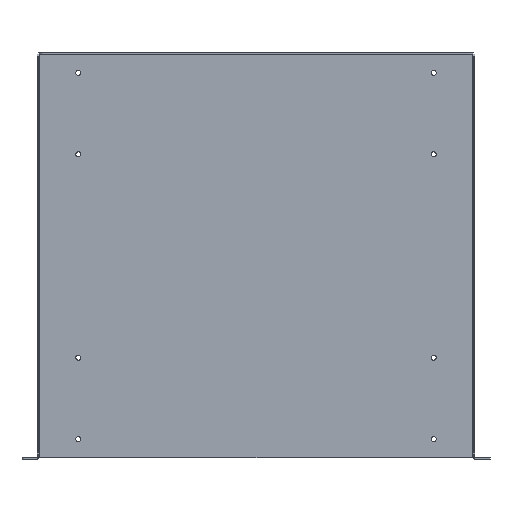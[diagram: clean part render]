
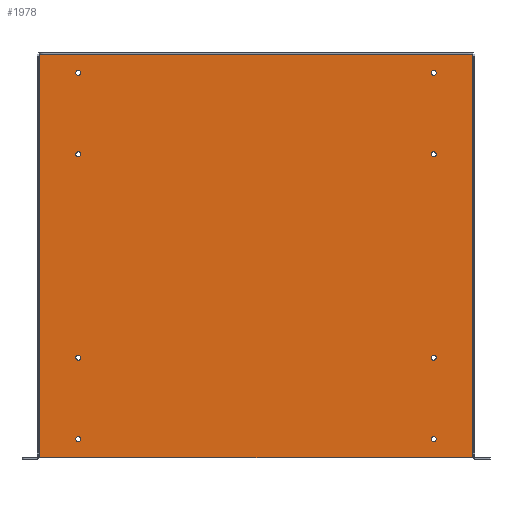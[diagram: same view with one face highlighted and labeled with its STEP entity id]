
A CAD part, top view. The second image highlights one B-rep face of the part: STEP entity #1978.
In plain terms, the highlighted planar face has unit normal (0, 0, 1).
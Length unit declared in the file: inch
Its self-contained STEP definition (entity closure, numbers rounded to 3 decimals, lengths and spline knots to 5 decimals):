
#42 = VERTEX_POINT ( 'NONE', #1151 ) ;
#46 = DIRECTION ( 'NONE',  ( 0., 0., -1. ) ) ;
#77 = CIRCLE ( 'NONE', #2706, 0.125 ) ;
#93 = CARTESIAN_POINT ( 'NONE',  ( -10.75, -9.964, 0.072 ) ) ;
#120 = FACE_BOUND ( 'NONE', #2605, .T. ) ;
#128 = AXIS2_PLACEMENT_3D ( 'NONE', #2918, #1526, #2371 ) ;
#162 = PLANE ( 'NONE',  #128 ) ;
#246 = EDGE_CURVE ( 'NONE', #368, #368, #425, .T. ) ;
#273 = DIRECTION ( 'NONE',  ( 1., 0., 0. ) ) ;
#351 = CARTESIAN_POINT ( 'NONE',  ( -8.609, 4.964, 0.072 ) ) ;
#368 = VERTEX_POINT ( 'NONE', #928 ) ;
#405 = VERTEX_POINT ( 'NONE', #1460 ) ;
#411 = EDGE_LOOP ( 'NONE', ( #2310 ) ) ;
#417 = FACE_BOUND ( 'NONE', #2886, .T. ) ;
#425 = CIRCLE ( 'NONE', #890, 0.125 ) ;
#442 = FACE_BOUND ( 'NONE', #411, .T. ) ;
#459 = EDGE_LOOP ( 'NONE', ( #1210 ) ) ;
#470 = DIRECTION ( 'NONE',  ( -1., 0., 0. ) ) ;
#474 = CARTESIAN_POINT ( 'NONE',  ( -10.642, 9.856, 0.072 ) ) ;
#520 = EDGE_CURVE ( 'NONE', #2072, #2072, #603, .T. ) ;
#524 = ORIENTED_EDGE ( 'NONE', *, *, #1275, .T. ) ;
#553 = CIRCLE ( 'NONE', #1013, 0.125 ) ;
#603 = CIRCLE ( 'NONE', #2233, 0.125 ) ;
#669 = VERTEX_POINT ( 'NONE', #474 ) ;
#688 = EDGE_LOOP ( 'NONE', ( #3102 ) ) ;
#711 = VECTOR ( 'NONE', #1756, 39.37008 ) ;
#721 = CARTESIAN_POINT ( 'NONE',  ( -10.75, 9.856, 0.072 ) ) ;
#729 = AXIS2_PLACEMENT_3D ( 'NONE', #3257, #752, #1592 ) ;
#742 = EDGE_CURVE ( 'NONE', #405, #405, #2527, .T. ) ;
#751 = DIRECTION ( 'NONE',  ( 0., -1., 0. ) ) ;
#752 = DIRECTION ( 'NONE',  ( 0., 0., -1. ) ) ;
#886 = DIRECTION ( 'NONE',  ( 1., 0., 0. ) ) ;
#890 = AXIS2_PLACEMENT_3D ( 'NONE', #3237, #2498, #3490 ) ;
#928 = CARTESIAN_POINT ( 'NONE',  ( -8.609, 8.964, 0.072 ) ) ;
#949 = CARTESIAN_POINT ( 'NONE',  ( 8.859, 4.964, 0.072 ) ) ;
#955 = VERTEX_POINT ( 'NONE', #2645 ) ;
#994 = CARTESIAN_POINT ( 'NONE',  ( -8.734, -9.036, 0.072 ) ) ;
#995 = EDGE_CURVE ( 'NONE', #2595, #2595, #77, .T. ) ;
#997 = DIRECTION ( 'NONE',  ( 1., 0., 0. ) ) ;
#1013 = AXIS2_PLACEMENT_3D ( 'NONE', #2041, #2098, #997 ) ;
#1040 = FACE_BOUND ( 'NONE', #459, .T. ) ;
#1054 = EDGE_CURVE ( 'NONE', #669, #955, #1627, .T. ) ;
#1060 = CARTESIAN_POINT ( 'NONE',  ( 8.734, -5.036, 0.072 ) ) ;
#1079 = CIRCLE ( 'NONE', #1721, 0.125 ) ;
#1132 = ORIENTED_EDGE ( 'NONE', *, *, #2093, .T. ) ;
#1151 = CARTESIAN_POINT ( 'NONE',  ( 8.859, -9.036, 0.072 ) ) ;
#1177 = CARTESIAN_POINT ( 'NONE',  ( -8.734, 4.964, 0.072 ) ) ;
#1187 = EDGE_LOOP ( 'NONE', ( #2930 ) ) ;
#1207 = CARTESIAN_POINT ( 'NONE',  ( 8.859, -5.036, 0.072 ) ) ;
#1210 = ORIENTED_EDGE ( 'NONE', *, *, #995, .T. ) ;
#1275 = EDGE_CURVE ( 'NONE', #3453, #3453, #553, .T. ) ;
#1326 = LINE ( 'NONE', #721, #3402 ) ;
#1460 = CARTESIAN_POINT ( 'NONE',  ( -8.609, -9.036, 0.072 ) ) ;
#1494 = EDGE_CURVE ( 'NONE', #42, #42, #1079, .T. ) ;
#1526 = DIRECTION ( 'NONE',  ( 0., 0., 1. ) ) ;
#1592 = DIRECTION ( 'NONE',  ( 1., 0., 0. ) ) ;
#1627 = LINE ( 'NONE', #2447, #3173 ) ;
#1632 = EDGE_LOOP ( 'NONE', ( #3502, #3605, #3465, #3070 ) ) ;
#1658 = DIRECTION ( 'NONE',  ( 1., 0., 0. ) ) ;
#1721 = AXIS2_PLACEMENT_3D ( 'NONE', #3609, #46, #1658 ) ;
#1724 = EDGE_CURVE ( 'NONE', #2267, #2267, #3238, .T. ) ;
#1756 = DIRECTION ( 'NONE',  ( 1., 0., 0. ) ) ;
#1887 = CARTESIAN_POINT ( 'NONE',  ( 8.859, 8.964, 0.072 ) ) ;
#1978 = ADVANCED_FACE ( 'NONE', ( #3528, #3472, #3547, #1040, #2351, #417, #120, #442, #2662 ), #162, .T. ) ;
#2015 = LINE ( 'NONE', #93, #711 ) ;
#2041 = CARTESIAN_POINT ( 'NONE',  ( 8.734, 4.964, 0.072 ) ) ;
#2072 = VERTEX_POINT ( 'NONE', #351 ) ;
#2093 = EDGE_CURVE ( 'NONE', #2159, #2159, #2469, .T. ) ;
#2098 = DIRECTION ( 'NONE',  ( 0., 0., -1. ) ) ;
#2115 = DIRECTION ( 'NONE',  ( 0., 0., -1. ) ) ;
#2159 = VERTEX_POINT ( 'NONE', #1887 ) ;
#2233 = AXIS2_PLACEMENT_3D ( 'NONE', #1177, #2587, #886 ) ;
#2238 = DIRECTION ( 'NONE',  ( 0., 1., 0. ) ) ;
#2267 = VERTEX_POINT ( 'NONE', #3380 ) ;
#2290 = VERTEX_POINT ( 'NONE', #2986 ) ;
#2310 = ORIENTED_EDGE ( 'NONE', *, *, #1494, .T. ) ;
#2349 = AXIS2_PLACEMENT_3D ( 'NONE', #994, #2115, #3228 ) ;
#2351 = FACE_BOUND ( 'NONE', #1187, .T. ) ;
#2371 = DIRECTION ( 'NONE',  ( 1., 0., 0. ) ) ;
#2447 = CARTESIAN_POINT ( 'NONE',  ( -10.642, -9.964, 0.072 ) ) ;
#2467 = AXIS2_PLACEMENT_3D ( 'NONE', #2777, #2992, #273 ) ;
#2469 = CIRCLE ( 'NONE', #2467, 0.125 ) ;
#2498 = DIRECTION ( 'NONE',  ( 0., 0., -1. ) ) ;
#2501 = DIRECTION ( 'NONE',  ( 1., 0., 0. ) ) ;
#2527 = CIRCLE ( 'NONE', #2349, 0.125 ) ;
#2539 = EDGE_LOOP ( 'NONE', ( #1132 ) ) ;
#2584 = VERTEX_POINT ( 'NONE', #2651 ) ;
#2587 = DIRECTION ( 'NONE',  ( 0., 0., -1. ) ) ;
#2595 = VERTEX_POINT ( 'NONE', #1207 ) ;
#2605 = EDGE_LOOP ( 'NONE', ( #3115 ) ) ;
#2645 = CARTESIAN_POINT ( 'NONE',  ( -10.642, -9.964, 0.072 ) ) ;
#2651 = CARTESIAN_POINT ( 'NONE',  ( 10.642, -9.964, 0.072 ) ) ;
#2662 = FACE_BOUND ( 'NONE', #2539, .T. ) ;
#2703 = VECTOR ( 'NONE', #2238, 39.37008 ) ;
#2706 = AXIS2_PLACEMENT_3D ( 'NONE', #1060, #3048, #2501 ) ;
#2777 = CARTESIAN_POINT ( 'NONE',  ( 8.734, 8.964, 0.072 ) ) ;
#2862 = EDGE_LOOP ( 'NONE', ( #524 ) ) ;
#2886 = EDGE_LOOP ( 'NONE', ( #3408 ) ) ;
#2918 = CARTESIAN_POINT ( 'NONE',  ( -10.75, -9.964, 0.072 ) ) ;
#2930 = ORIENTED_EDGE ( 'NONE', *, *, #520, .T. ) ;
#2986 = CARTESIAN_POINT ( 'NONE',  ( 10.642, 9.856, 0.072 ) ) ;
#2992 = DIRECTION ( 'NONE',  ( 0., 0., -1. ) ) ;
#3048 = DIRECTION ( 'NONE',  ( 0., 0., -1. ) ) ;
#3062 = EDGE_CURVE ( 'NONE', #2584, #2290, #3316, .T. ) ;
#3070 = ORIENTED_EDGE ( 'NONE', *, *, #3285, .T. ) ;
#3102 = ORIENTED_EDGE ( 'NONE', *, *, #1724, .T. ) ;
#3115 = ORIENTED_EDGE ( 'NONE', *, *, #246, .T. ) ;
#3173 = VECTOR ( 'NONE', #751, 39.37008 ) ;
#3228 = DIRECTION ( 'NONE',  ( 1., 0., 0. ) ) ;
#3237 = CARTESIAN_POINT ( 'NONE',  ( -8.734, 8.964, 0.072 ) ) ;
#3238 = CIRCLE ( 'NONE', #729, 0.125 ) ;
#3257 = CARTESIAN_POINT ( 'NONE',  ( -8.734, -5.036, 0.072 ) ) ;
#3285 = EDGE_CURVE ( 'NONE', #2290, #669, #1326, .T. ) ;
#3316 = LINE ( 'NONE', #3383, #2703 ) ;
#3380 = CARTESIAN_POINT ( 'NONE',  ( -8.609, -5.036, 0.072 ) ) ;
#3383 = CARTESIAN_POINT ( 'NONE',  ( 10.642, -9.964, 0.072 ) ) ;
#3402 = VECTOR ( 'NONE', #470, 39.37008 ) ;
#3408 = ORIENTED_EDGE ( 'NONE', *, *, #742, .T. ) ;
#3453 = VERTEX_POINT ( 'NONE', #949 ) ;
#3465 = ORIENTED_EDGE ( 'NONE', *, *, #3062, .T. ) ;
#3472 = FACE_BOUND ( 'NONE', #688, .T. ) ;
#3490 = DIRECTION ( 'NONE',  ( 1., 0., 0. ) ) ;
#3502 = ORIENTED_EDGE ( 'NONE', *, *, #1054, .T. ) ;
#3528 = FACE_OUTER_BOUND ( 'NONE', #1632, .T. ) ;
#3547 = FACE_BOUND ( 'NONE', #2862, .T. ) ;
#3600 = EDGE_CURVE ( 'NONE', #955, #2584, #2015, .T. ) ;
#3605 = ORIENTED_EDGE ( 'NONE', *, *, #3600, .T. ) ;
#3609 = CARTESIAN_POINT ( 'NONE',  ( 8.734, -9.036, 0.072 ) ) ;
